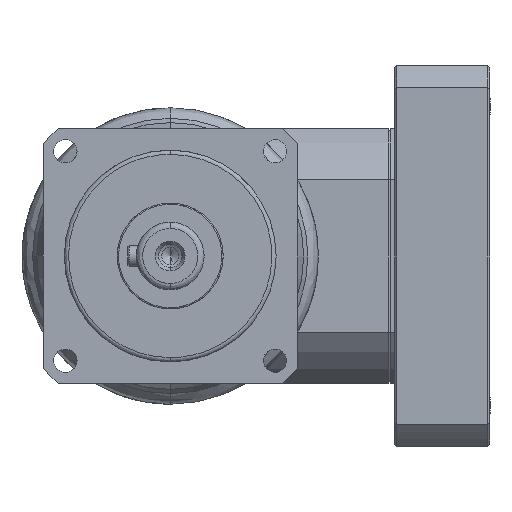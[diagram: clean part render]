
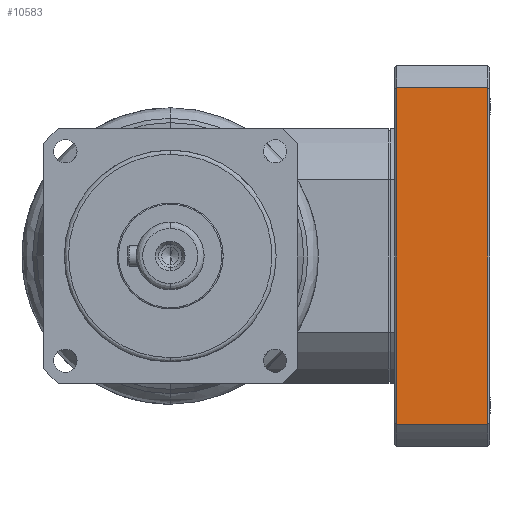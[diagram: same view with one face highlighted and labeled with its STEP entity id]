
A CAD part, left-side view. The second image highlights one B-rep face of the part: STEP entity #10583.
In plain terms, the highlighted face is planar.
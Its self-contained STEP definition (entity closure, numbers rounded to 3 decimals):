
#113 = VECTOR ( 'NONE', #9929, 1000. ) ;
#589 = VECTOR ( 'NONE', #2758, 1000. ) ;
#2495 = CARTESIAN_POINT ( 'NONE',  ( 39.686, -45., 25. ) ) ;
#2591 = EDGE_CURVE ( 'NONE', #4881, #18359, #14681, .T. ) ;
#2758 = DIRECTION ( 'NONE',  ( 0., 0., 1. ) ) ;
#3668 = PLANE ( 'NONE',  #21383 ) ;
#3870 = CARTESIAN_POINT ( 'NONE',  ( -39.686, -45., 25. ) ) ;
#4327 = ORIENTED_EDGE ( 'NONE', *, *, #2591, .F. ) ;
#4478 = DIRECTION ( 'NONE',  ( 1., 0., 0. ) ) ;
#4881 = VERTEX_POINT ( 'NONE', #21366 ) ;
#5962 = CARTESIAN_POINT ( 'NONE',  ( 39.686, -45., 3. ) ) ;
#6472 = ORIENTED_EDGE ( 'NONE', *, *, #20957, .F. ) ;
#7484 = CARTESIAN_POINT ( 'NONE',  ( 39.686, -45., 3. ) ) ;
#8047 = EDGE_LOOP ( 'NONE', ( #22283, #17225, #6472, #4327 ) ) ;
#8066 = EDGE_CURVE ( 'NONE', #19989, #22880, #14987, .T. ) ;
#9359 = DIRECTION ( 'NONE',  ( -1., 0., 0. ) ) ;
#9697 = FACE_OUTER_BOUND ( 'NONE', #8047, .T. ) ;
#9771 = LINE ( 'NONE', #22729, #589 ) ;
#9929 = DIRECTION ( 'NONE',  ( -1., 0., 0. ) ) ;
#10159 = CARTESIAN_POINT ( 'NONE',  ( 32.714, -45., 3.5 ) ) ;
#10538 = VECTOR ( 'NONE', #11531, 1000. ) ;
#10583 = ADVANCED_FACE ( 'NONE', ( #9697 ), #3668, .F. ) ;
#11215 = EDGE_CURVE ( 'NONE', #22880, #4881, #20184, .T. ) ;
#11531 = DIRECTION ( 'NONE',  ( 0., 0., -1. ) ) ;
#14681 = LINE ( 'NONE', #10159, #113 ) ;
#14987 = LINE ( 'NONE', #22334, #17273 ) ;
#17225 = ORIENTED_EDGE ( 'NONE', *, *, #8066, .F. ) ;
#17273 = VECTOR ( 'NONE', #4478, 1000. ) ;
#18359 = VERTEX_POINT ( 'NONE', #18885 ) ;
#18885 = CARTESIAN_POINT ( 'NONE',  ( -39.686, -45., 3.5 ) ) ;
#19989 = VERTEX_POINT ( 'NONE', #3870 ) ;
#20184 = LINE ( 'NONE', #5962, #10538 ) ;
#20222 = DIRECTION ( 'NONE',  ( 0., 1., 0. ) ) ;
#20957 = EDGE_CURVE ( 'NONE', #18359, #19989, #9771, .T. ) ;
#21366 = CARTESIAN_POINT ( 'NONE',  ( 39.686, -45., 3.5 ) ) ;
#21383 = AXIS2_PLACEMENT_3D ( 'NONE', #7484, #20222, #9359 ) ;
#22283 = ORIENTED_EDGE ( 'NONE', *, *, #11215, .F. ) ;
#22334 = CARTESIAN_POINT ( 'NONE',  ( 39.686, -45., 25. ) ) ;
#22729 = CARTESIAN_POINT ( 'NONE',  ( -39.686, -45., 3. ) ) ;
#22880 = VERTEX_POINT ( 'NONE', #2495 ) ;
